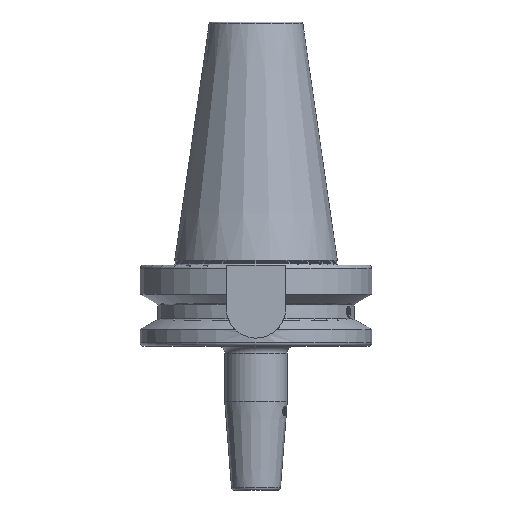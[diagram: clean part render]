
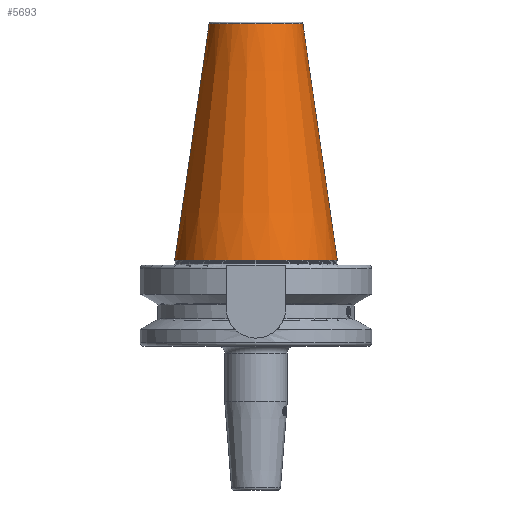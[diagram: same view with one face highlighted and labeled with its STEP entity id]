
A CAD part, left-side view. The second image highlights one B-rep face of the part: STEP entity #5693.
In plain terms, the highlighted conical face has half-angle 8.297 degrees and reference radius 27.637 mm.
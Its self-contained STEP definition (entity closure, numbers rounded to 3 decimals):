
#1245=CARTESIAN_POINT('',(0,0,138.944));
#1246=DIRECTION('',(0,0,1));
#1247=DIRECTION('',(0,1,0));
#1248=AXIS2_PLACEMENT_3D('',#1245,#1246,#1247);
#1250=DIRECTION('',(0.,0.144,0.99));
#1251=VECTOR('',#1250,103.023);
#1252=CARTESIAN_POINT('',(0,-35.071,37));
#1253=LINE('',#1252,#1251);
#1254=CARTESIAN_POINT('',(0,0,37));
#1255=DIRECTION('',(0,0,1));
#1256=DIRECTION('',(0,1,0));
#1257=AXIS2_PLACEMENT_3D('',#1254,#1255,#1256);
#1259=DIRECTION('',(0.,-0.144,0.99));
#1260=VECTOR('',#1259,103.023);
#1261=CARTESIAN_POINT('',(0,35.071,37));
#1262=LINE('',#1261,#1260);
#3704=CARTESIAN_POINT('',(0,35.071,37));
#3706=VERTEX_POINT('',#3704);
#3720=CARTESIAN_POINT('',(0,-35.071,37));
#3722=VERTEX_POINT('',#3720);
#3747=CARTESIAN_POINT('',(0,20.204,138.944));
#3748=CARTESIAN_POINT('',(0,-20.204,138.944));
#3749=VERTEX_POINT('',#3747);
#3750=VERTEX_POINT('',#3748);
#5679=CARTESIAN_POINT('',(0,0,87.972));
#5680=DIRECTION('',(0,0,-1));
#5681=DIRECTION('',(0,-1,0));
#5682=AXIS2_PLACEMENT_3D('',#5679,#5680,#5681);
#5683=CONICAL_SURFACE('',#5682,27.637,8.297);
#5685=ORIENTED_EDGE('',*,*,#5684,.T.);
#5687=ORIENTED_EDGE('',*,*,#5686,.F.);
#5688=ORIENTED_EDGE('',*,*,#5672,.F.);
#5690=ORIENTED_EDGE('',*,*,#5689,.T.);
#5691=EDGE_LOOP('',(#5685,#5687,#5688,#5690));
#5692=FACE_OUTER_BOUND('',#5691,.F.);
#5693=ADVANCED_FACE('',(#5692),#5683,.T.);
#1249=CIRCLE('',#1248,20.204);
#1258=CIRCLE('',#1257,35.071);
#5672=EDGE_CURVE('',#3706,#3722,#1258,.T.);
#5684=EDGE_CURVE('',#3749,#3750,#1249,.T.);
#5686=EDGE_CURVE('',#3722,#3750,#1253,.T.);
#5689=EDGE_CURVE('',#3706,#3749,#1262,.T.);
